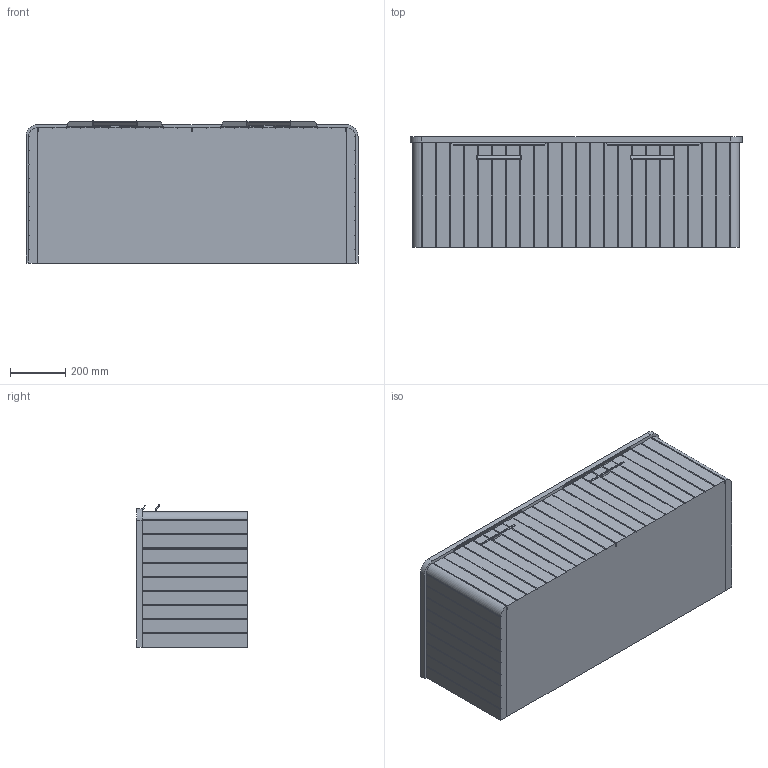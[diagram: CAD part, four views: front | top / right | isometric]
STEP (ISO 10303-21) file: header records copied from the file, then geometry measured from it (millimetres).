
FILE_DESCRIPTION (( 'STEP AP214' ), '1' );
FILE_NAME ('Kado Neue 1200 All Drawer.STEP', '2019-07-10T05:43:48', ( '' ), ( '' ), 'SwSTEP 2.0', 'SolidWorks 2015', '' );
FILE_SCHEMA (( 'AUTOMOTIVE_DESIGN' ));
Length unit declared in the file: millimetre
Products named in the file (4): Hammer; Blaze 350; Kado Neue 1200 All Drawer
Assembly tree (5 placements, depth 2):
  Kado Neue 1200 All Drawer
    Kado Neue 1200 All Drawer
    Blaze 350  x2
    Hammer  x2
Bounding box: 1200 x 400 x 513.56 mm (x, y, z)
Volume: 57098088 mm3; surface area: 5670745.5 mm2
Topology: 8 solids, 8 shells, 263 faces, 694 edges, 440 vertices
Faces by surface type: plane 195, cylinder 48, sphere 20
Entity records: 6618 total; most frequent: CARTESIAN_POINT 1161, ORIENTED_EDGE 1122, DIRECTION 1047, EDGE_CURVE 561, VECTOR 499, LINE 499, VERTEX_POINT 364, AXIS2_PLACEMENT_3D 274
